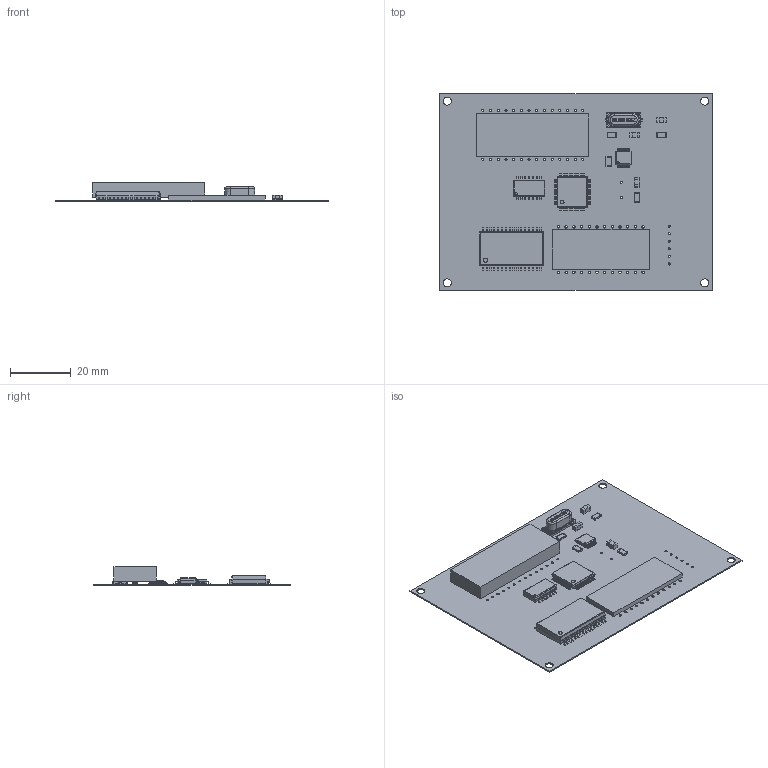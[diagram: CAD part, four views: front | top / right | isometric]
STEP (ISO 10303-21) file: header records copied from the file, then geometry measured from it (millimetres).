
FILE_DESCRIPTION(('Open CASCADE Model'),'2;1');
FILE_NAME('Open CASCADE Shape Model','2023-11-21T04:52:08',('Author'),( 'Open CASCADE'),'Open CASCADE STEP processor 7.5','Open CASCADE 7.5' ,'Unknown');
FILE_SCHEMA(('AUTOMOTIVE_DESIGN { 1 0 10303 214 1 1 1 1 }'));
Length unit declared in the file: millimetre
Products named in the file (69): PCB; Board; Open CASCADE STEP translator 7.5 2.1.1; C3; 6383475104; Extruded; 6383474944; ZQ1; HC-49S; R4; 6383567104; Mid Body; Terminal; Open CASCADE STEP translator 7.5 31.2.1; Mark; R3; 6383569184; R2; 6383578064; R1; 6383579744; DD6; 6383474704; DD5; 6383577824; Open CASCADE STEP translator 7.5 18.1; Body; Open CASCADE STEP translator 7.5 18.2.1; Leader; DD3; 6383573344; Open CASCADE STEP translator 7.5 22.1; Open CASCADE STEP translator 7.5 22.2.1; DD4; 6383576864; Open CASCADE STEP translator 7.5 7.1; Open CASCADE STEP translator 7.5 7.2.1; DD2; 6383474544; DD1 ...
Assembly tree (177 placements, depth 5):
  PCB
    Board
      Open CASCADE STEP translator 7.5 2.1.1
    C3
      6383475104
        Extruded
      6383474944  x2
        Extruded
    ZQ1
      HC-49S
    R4
      6383567104
        Mid Body
        Terminal  x2
          Open CASCADE STEP translator 7.5 31.2.1
        Mark
    R3
      6383569184
        Mid Body
        Terminal  x2
          Open CASCADE STEP translator 7.5 31.2.1
        Mark
    R2
      6383578064
        Mid Body
        Terminal  x2
          Open CASCADE STEP translator 7.5 31.2.1
        Mark
    R1
      6383579744
        Mid Body
        Terminal  x2
          Open CASCADE STEP translator 7.5 31.2.1
        Mark
    DD6
      6383474704
        Extruded
    DD5
      6383577824
        Open CASCADE STEP translator 7.5 18.1
        Body
          Open CASCADE STEP translator 7.5 18.2.1
        Leader  x32
    DD3
      6383573344
        Open CASCADE STEP translator 7.5 22.1
        Body
          Open CASCADE STEP translator 7.5 22.2.1
        Leader  x22
        Leader  x22
    DD4
      6383576864
        Open CASCADE STEP translator 7.5 7.1
        Body
          Open CASCADE STEP translator 7.5 7.2.1
        Leader  x14
    DD2
      6383474544
        Extruded
    DD1
Bounding box: 90 x 65 x 6.21 mm (x, y, z)
Volume: 6519.8 mm3; surface area: 16109.8 mm2
Topology: 136 solids, 147 shells, 3470 faces, 7310 edges, 3972 vertices
Faces by surface type: plane 2195, cylinder 793, torus 165, bspline 158, sphere 157, cone 2
Full cylindrical faces by diameter (mm): 0.562 x1, 0.675 x1, 0.7 x36, 0.8 x24, 1.25 x1, 1.413 x1, 2.7 x4
Entity records: 43314 total; most frequent: CARTESIAN_POINT 13847, DIRECTION 5900, ORIENTED_EDGE 5221, EDGE_CURVE 2614, AXIS2_PLACEMENT_3D 2404, VERTEX_POINT 1479, FACE_BOUND 1366, EDGE_LOOP 1366
